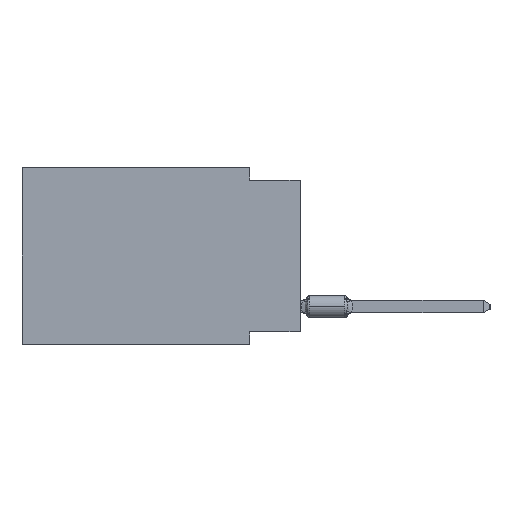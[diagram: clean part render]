
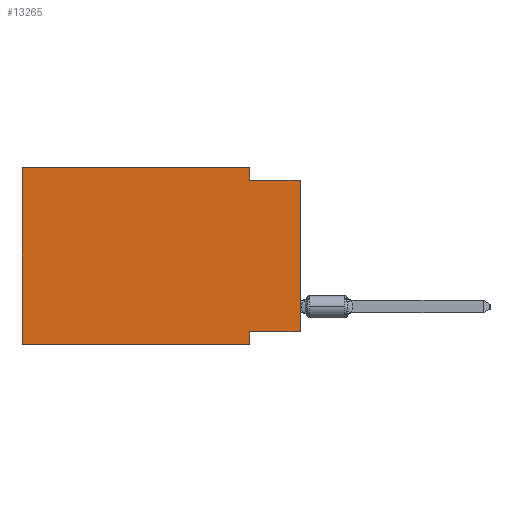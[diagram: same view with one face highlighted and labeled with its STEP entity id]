
A CAD part, left-side view. The second image highlights one B-rep face of the part: STEP entity #13265.
In plain terms, the highlighted planar face has unit normal (-1, 0, 0).
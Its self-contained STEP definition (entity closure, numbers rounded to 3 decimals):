
#146 = EDGE_CURVE ( 'NONE', #19342, #19864, #1638, .T. ) ;
#431 = FACE_OUTER_BOUND ( 'NONE', #34637, .T. ) ;
#725 = VECTOR ( 'NONE', #2798, 1000. ) ;
#1638 = LINE ( 'NONE', #22477, #29456 ) ;
#1666 = ORIENTED_EDGE ( 'NONE', *, *, #146, .F. ) ;
#1833 = EDGE_CURVE ( 'NONE', #12380, #17282, #22634, .T. ) ;
#2324 = CARTESIAN_POINT ( 'NONE',  ( 0., 13.97, 0. ) ) ;
#2341 = EDGE_CURVE ( 'NONE', #3157, #13234, #35430, .T. ) ;
#2798 = DIRECTION ( 'NONE',  ( 0., 0., 1. ) ) ;
#2898 = CARTESIAN_POINT ( 'NONE',  ( 0., 2.54, -8.255 ) ) ;
#3157 = VERTEX_POINT ( 'NONE', #2324 ) ;
#3295 = ORIENTED_EDGE ( 'NONE', *, *, #14208, .F. ) ;
#3537 = CARTESIAN_POINT ( 'NONE',  ( 0., 0., -0.635 ) ) ;
#3593 = VERTEX_POINT ( 'NONE', #36800 ) ;
#4684 = EDGE_CURVE ( 'NONE', #3593, #29705, #10074, .T. ) ;
#4844 = CARTESIAN_POINT ( 'NONE',  ( 0., 0., -8.255 ) ) ;
#5067 = CARTESIAN_POINT ( 'NONE',  ( 0., 0., 0. ) ) ;
#5662 = CARTESIAN_POINT ( 'NONE',  ( 0., 13.97, -8.89 ) ) ;
#6905 = CARTESIAN_POINT ( 'NONE',  ( 0., 13.97, 0. ) ) ;
#7220 = CARTESIAN_POINT ( 'NONE',  ( 0., 0., -0.635 ) ) ;
#7470 = CARTESIAN_POINT ( 'NONE',  ( 0., 13.97, -8.89 ) ) ;
#10074 = LINE ( 'NONE', #7220, #26125 ) ;
#11367 = ORIENTED_EDGE ( 'NONE', *, *, #2341, .F. ) ;
#12380 = VERTEX_POINT ( 'NONE', #5662 ) ;
#13234 = VERTEX_POINT ( 'NONE', #34795 ) ;
#13265 = ADVANCED_FACE ( 'NONE', ( #431 ), #26423, .F. ) ;
#14208 = EDGE_CURVE ( 'NONE', #12380, #3157, #36136, .T. ) ;
#15084 = DIRECTION ( 'NONE',  ( 0., 0., -1. ) ) ;
#15454 = CARTESIAN_POINT ( 'NONE',  ( 0., 2.54, 0. ) ) ;
#15691 = EDGE_CURVE ( 'NONE', #19342, #29705, #31451, .T. ) ;
#16826 = VECTOR ( 'NONE', #30449, 1000. ) ;
#17282 = VERTEX_POINT ( 'NONE', #22856 ) ;
#17775 = DIRECTION ( 'NONE',  ( 0., -1., 0. ) ) ;
#18032 = DIRECTION ( 'NONE',  ( 0., -1., 0. ) ) ;
#18070 = VECTOR ( 'NONE', #17775, 1000. ) ;
#18539 = ORIENTED_EDGE ( 'NONE', *, *, #4684, .F. ) ;
#18633 = LINE ( 'NONE', #30038, #34466 ) ;
#19342 = VERTEX_POINT ( 'NONE', #4844 ) ;
#19864 = VERTEX_POINT ( 'NONE', #2898 ) ;
#19983 = CARTESIAN_POINT ( 'NONE',  ( 0., 13.97, 0. ) ) ;
#20720 = DIRECTION ( 'NONE',  ( 1., 0., 0. ) ) ;
#20791 = ORIENTED_EDGE ( 'NONE', *, *, #1833, .T. ) ;
#22477 = CARTESIAN_POINT ( 'NONE',  ( 0., 0., -8.255 ) ) ;
#22634 = LINE ( 'NONE', #7470, #16826 ) ;
#22856 = CARTESIAN_POINT ( 'NONE',  ( 0., 2.54, -8.89 ) ) ;
#23844 = ORIENTED_EDGE ( 'NONE', *, *, #32923, .F. ) ;
#24713 = DIRECTION ( 'NONE',  ( 0., 0., -1. ) ) ;
#24869 = ORIENTED_EDGE ( 'NONE', *, *, #25025, .F. ) ;
#25025 = EDGE_CURVE ( 'NONE', #13234, #3593, #27034, .T. ) ;
#26125 = VECTOR ( 'NONE', #18032, 1000. ) ;
#26332 = CARTESIAN_POINT ( 'NONE',  ( 0., 13.97, 0. ) ) ;
#26423 = PLANE ( 'NONE',  #32795 ) ;
#27034 = LINE ( 'NONE', #15454, #29930 ) ;
#29456 = VECTOR ( 'NONE', #36538, 1000. ) ;
#29705 = VERTEX_POINT ( 'NONE', #3537 ) ;
#29930 = VECTOR ( 'NONE', #15084, 1000. ) ;
#30038 = CARTESIAN_POINT ( 'NONE',  ( 0., 2.54, -8.89 ) ) ;
#30449 = DIRECTION ( 'NONE',  ( 0., -1., 0. ) ) ;
#31451 = LINE ( 'NONE', #5067, #725 ) ;
#32753 = ORIENTED_EDGE ( 'NONE', *, *, #15691, .T. ) ;
#32795 = AXIS2_PLACEMENT_3D ( 'NONE', #19983, #20720, #37257 ) ;
#32923 = EDGE_CURVE ( 'NONE', #19864, #17282, #18633, .T. ) ;
#33105 = DIRECTION ( 'NONE',  ( 0., 0., 1. ) ) ;
#33367 = VECTOR ( 'NONE', #33105, 1000. ) ;
#34466 = VECTOR ( 'NONE', #24713, 1000. ) ;
#34637 = EDGE_LOOP ( 'NONE', ( #32753, #18539, #24869, #11367, #3295, #20791, #23844, #1666 ) ) ;
#34795 = CARTESIAN_POINT ( 'NONE',  ( 0., 2.54, 0. ) ) ;
#35430 = LINE ( 'NONE', #26332, #18070 ) ;
#36136 = LINE ( 'NONE', #6905, #33367 ) ;
#36538 = DIRECTION ( 'NONE',  ( 0., 1., 0. ) ) ;
#36800 = CARTESIAN_POINT ( 'NONE',  ( 0., 2.54, -0.635 ) ) ;
#37257 = DIRECTION ( 'NONE',  ( 0., 0., -1. ) ) ;
